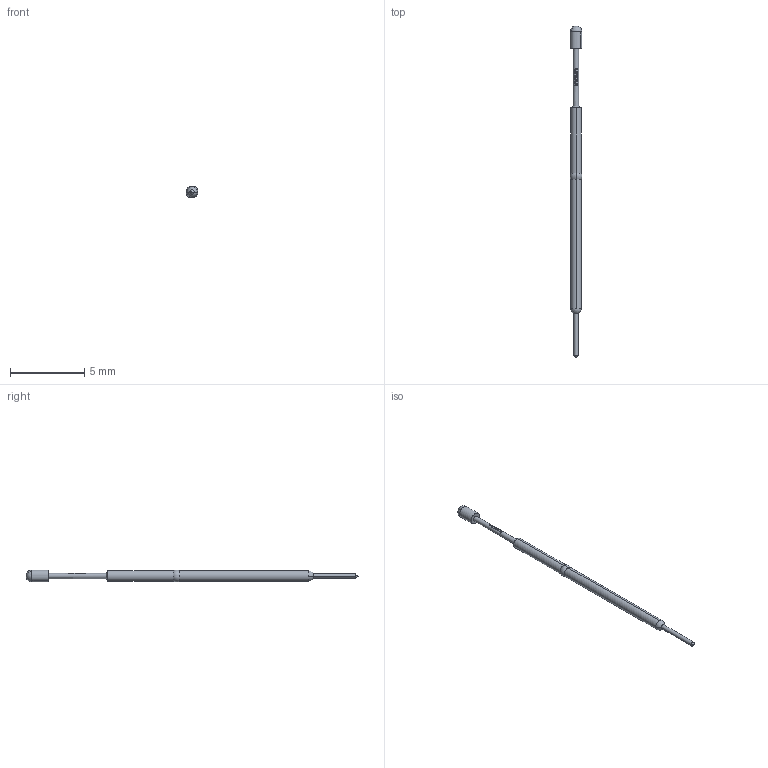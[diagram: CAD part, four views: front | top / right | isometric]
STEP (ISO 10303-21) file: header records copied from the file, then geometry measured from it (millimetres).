
FILE_DESCRIPTION (( 'STEP AP203' ), '1' );
FILE_NAME ('INGUN_GKS-080_305_080_A_xx05.STEP', '2021-09-30T05:45:10', ( 'ochi' ), ( '' ), 'SwSTEP 2.0', 'SolidWorks 2018', '' );
FILE_SCHEMA (( 'CONFIG_CONTROL_DESIGN' ));
Length unit declared in the file: millimetre
Products named in the file (1): INGUN_GKS-080_305_080_A_xx05
Bounding box: 0.8 x 22.3 x 0.8 mm (x, y, z)
Volume: 6.6 mm3; surface area: 42.1 mm2
Topology: 1 solids, 1 shells, 80 faces, 214 edges, 136 vertices
Faces by surface type: bspline 34, plane 19, cylinder 17, sphere 4, cone 4, torus 2
Entity records: 2873 total; most frequent: CARTESIAN_POINT 1223, ORIENTED_EDGE 416, EDGE_CURVE 208, DIRECTION 174, B_SPLINE_CURVE_WITH_KNOTS 160, VERTEX_POINT 136, EDGE_LOOP 86, ADVANCED_FACE 80
